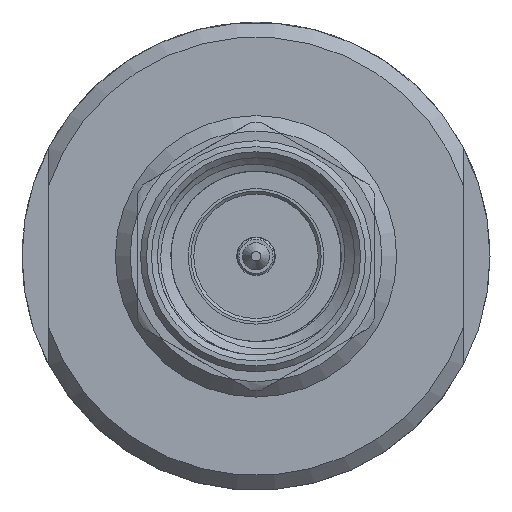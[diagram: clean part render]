
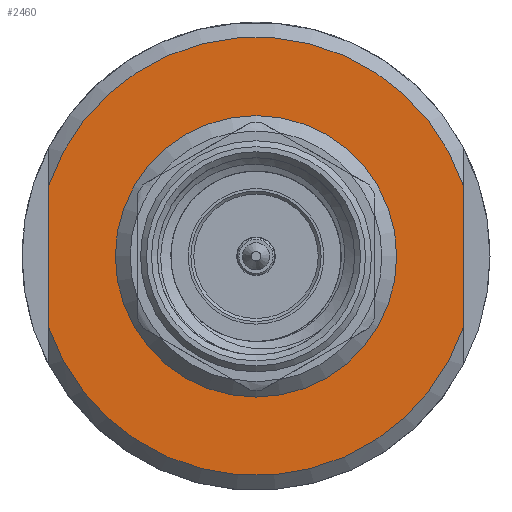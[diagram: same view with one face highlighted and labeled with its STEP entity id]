
A CAD part, left-side view. The second image highlights one B-rep face of the part: STEP entity #2460.
In plain terms, the highlighted planar face has unit normal (-1, 0, 0).
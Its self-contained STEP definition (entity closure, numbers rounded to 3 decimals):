
#128=PLANE('',#2593);
#186=LINE('',#3683,#238);
#187=LINE('',#3687,#239);
#238=VECTOR('',#2841,1000.);
#239=VECTOR('',#2844,1000.);
#295=CIRCLE('',#2594,4.75);
#296=CIRCLE('',#2595,7.4);
#297=CIRCLE('',#2596,7.4);
#402=ORIENTED_EDGE('',*,*,#856,.T.);
#403=ORIENTED_EDGE('',*,*,#857,.T.);
#404=ORIENTED_EDGE('',*,*,#858,.T.);
#405=ORIENTED_EDGE('',*,*,#859,.T.);
#406=ORIENTED_EDGE('',*,*,#860,.T.);
#856=EDGE_CURVE('',#1083,#1083,#295,.T.);
#857=EDGE_CURVE('',#1084,#1085,#296,.T.);
#858=EDGE_CURVE('',#1085,#1086,#186,.T.);
#859=EDGE_CURVE('',#1086,#1087,#297,.T.);
#860=EDGE_CURVE('',#1087,#1084,#187,.T.);
#1083=VERTEX_POINT('',#3679);
#1084=VERTEX_POINT('',#3681);
#1085=VERTEX_POINT('',#3682);
#1086=VERTEX_POINT('',#3684);
#1087=VERTEX_POINT('',#3686);
#1247=EDGE_LOOP('',(#402));
#1248=EDGE_LOOP('',(#403,#404,#405,#406));
#1423=FACE_BOUND('',#1247,.T.);
#1424=FACE_BOUND('',#1248,.T.);
#2460=ADVANCED_FACE('',(#1423,#1424),#128,.T.);
#2593=AXIS2_PLACEMENT_3D('',#3677,#2835,#2836);
#2594=AXIS2_PLACEMENT_3D('',#3678,#2837,#2838);
#2595=AXIS2_PLACEMENT_3D('',#3680,#2839,#2840);
#2596=AXIS2_PLACEMENT_3D('',#3685,#2842,#2843);
#2835=DIRECTION('',(-1.,0.,0.));
#2836=DIRECTION('',(0.,0.,1.));
#2837=DIRECTION('',(1.,0.,0.));
#2838=DIRECTION('',(0.,-1.,0.));
#2839=DIRECTION('',(-1.,0.,0.));
#2840=DIRECTION('',(0.,0.,1.));
#2841=DIRECTION('',(0.,0.,-1.));
#2842=DIRECTION('',(-1.,0.,0.));
#2843=DIRECTION('',(0.,0.,1.));
#2844=DIRECTION('',(0.,0.,1.));
#3677=CARTESIAN_POINT('',(0.48,0.,0.));
#3678=CARTESIAN_POINT('',(0.48,0.,0.));
#3679=CARTESIAN_POINT('',(0.48,-4.75,0.));
#3680=CARTESIAN_POINT('',(0.48,0.,0.));
#3681=CARTESIAN_POINT('',(0.48,-7.,2.4));
#3682=CARTESIAN_POINT('',(0.48,7.,2.4));
#3683=CARTESIAN_POINT('',(0.48,7.,7.9));
#3684=CARTESIAN_POINT('',(0.48,7.,-2.4));
#3685=CARTESIAN_POINT('',(0.48,0.,0.));
#3686=CARTESIAN_POINT('',(0.48,-7.,-2.4));
#3687=CARTESIAN_POINT('',(0.48,-7.,-7.9));
